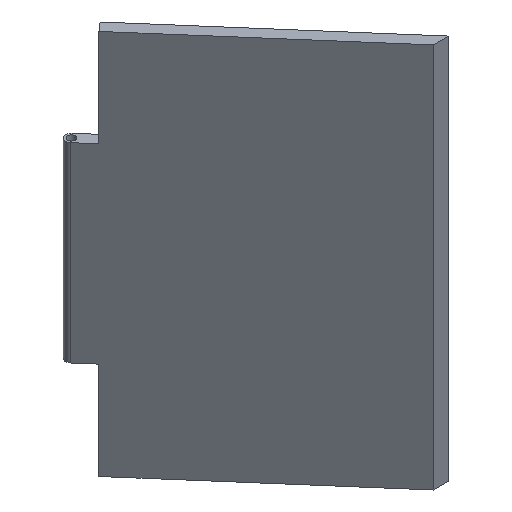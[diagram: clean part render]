
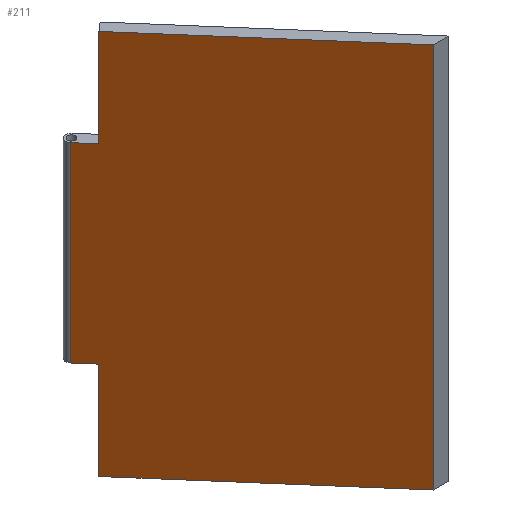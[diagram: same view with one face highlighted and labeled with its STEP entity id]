
A CAD part, isometric view. The second image highlights one B-rep face of the part: STEP entity #211.
In plain terms, the highlighted planar face has unit normal (-0.755, -0.656, 0).
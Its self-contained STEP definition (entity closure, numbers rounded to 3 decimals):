
#33=FACE_OUTER_BOUND('',#46,.T.);
#46=EDGE_LOOP('',(#184,#185,#186,#187,#188,#189,#190,#191));
#50=LINE('',#314,#73);
#51=LINE('',#317,#74);
#55=LINE('',#326,#78);
#58=LINE('',#332,#81);
#62=LINE('',#341,#85);
#66=LINE('',#351,#89);
#67=LINE('',#356,#90);
#69=LINE('',#360,#92);
#73=VECTOR('',#257,10.);
#74=VECTOR('',#260,10.);
#78=VECTOR('',#266,10.);
#81=VECTOR('',#271,10.);
#85=VECTOR('',#279,10.);
#89=VECTOR('',#289,10.);
#90=VECTOR('',#296,10.);
#92=VECTOR('',#302,10.);
#94=VERTEX_POINT('',#308);
#96=VERTEX_POINT('',#312);
#97=VERTEX_POINT('',#316);
#99=VERTEX_POINT('',#322);
#101=VERTEX_POINT('',#325);
#103=VERTEX_POINT('',#331);
#106=VERTEX_POINT('',#339);
#109=VERTEX_POINT('',#350);
#114=EDGE_CURVE('',#94,#96,#50,.T.);
#115=EDGE_CURVE('',#97,#96,#51,.T.);
#119=EDGE_CURVE('',#101,#99,#55,.T.);
#122=EDGE_CURVE('',#101,#103,#58,.T.);
#127=EDGE_CURVE('',#106,#99,#62,.T.);
#132=EDGE_CURVE('',#94,#109,#66,.T.);
#135=EDGE_CURVE('',#109,#106,#67,.T.);
#137=EDGE_CURVE('',#97,#103,#69,.T.);
#184=ORIENTED_EDGE('',*,*,#127,.F.);
#185=ORIENTED_EDGE('',*,*,#135,.F.);
#186=ORIENTED_EDGE('',*,*,#132,.F.);
#187=ORIENTED_EDGE('',*,*,#114,.T.);
#188=ORIENTED_EDGE('',*,*,#115,.F.);
#189=ORIENTED_EDGE('',*,*,#137,.T.);
#190=ORIENTED_EDGE('',*,*,#122,.F.);
#191=ORIENTED_EDGE('',*,*,#119,.T.);
#200=PLANE('',#249);
#211=ADVANCED_FACE('',(#33),#200,.T.);
#249=AXIS2_PLACEMENT_3D('',#361,#303,#304);
#257=DIRECTION('',(0.,0.,-1.));
#260=DIRECTION('',(-0.656,0.755,0.));
#266=DIRECTION('',(0.,0.,-1.));
#271=DIRECTION('',(0.656,-0.755,0.));
#279=DIRECTION('',(0.656,-0.755,0.));
#289=DIRECTION('',(-0.656,0.755,0.));
#296=DIRECTION('',(0.,0.,1.));
#302=DIRECTION('',(0.,0.,1.));
#303=DIRECTION('center_axis',(-0.755,-0.656,0.));
#304=DIRECTION('ref_axis',(0.656,-0.755,0.));
#308=CARTESIAN_POINT('',(-40.348,46.415,-24.75));
#312=CARTESIAN_POINT('',(-40.348,46.415,-50.));
#314=CARTESIAN_POINT('',(-40.348,46.415,0.));
#316=CARTESIAN_POINT('',(0.,0.,-50.));
#317=CARTESIAN_POINT('',(-40.676,46.792,-50.));
#322=CARTESIAN_POINT('',(-40.348,46.415,24.75));
#325=CARTESIAN_POINT('',(-40.348,46.415,50.));
#326=CARTESIAN_POINT('',(-40.348,46.415,0.));
#331=CARTESIAN_POINT('',(0.,0.,50.));
#332=CARTESIAN_POINT('',(-40.676,46.792,50.));
#339=CARTESIAN_POINT('',(-43.732,50.308,24.75));
#341=CARTESIAN_POINT('',(-55.827,64.221,24.75));
#350=CARTESIAN_POINT('',(-43.732,50.308,-24.75));
#351=CARTESIAN_POINT('',(-55.827,64.221,-24.75));
#356=CARTESIAN_POINT('',(-43.732,50.308,0.));
#360=CARTESIAN_POINT('',(0.,0.,0.));
#361=CARTESIAN_POINT('Origin',(-44.716,51.44,0.));
